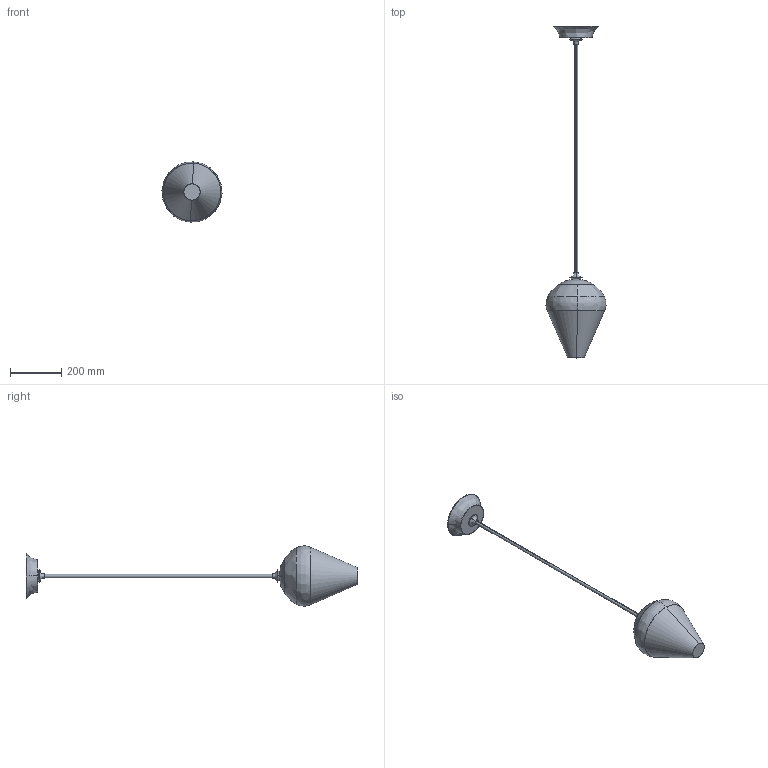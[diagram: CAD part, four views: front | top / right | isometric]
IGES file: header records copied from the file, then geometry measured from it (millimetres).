
Start section: SolidWorks IGES file using analytic representation for surfaces
Global section: file name: Roll and Hill Pendant 01 - Tulip Glass.IGS; native system: SolidWorks 2022; preprocessor: SolidWorks 2022; author: Alex Harrington; date: 240923.095835; units: millimetre
Bounding box: 233.46 x 1291.41 x 234.01 mm (x, y, z)
Surface area: 293998.6 mm2 (no closed solid volume)
Topology: 0 solids, 0 shells, 49 faces, 544 edges, 544 vertices
Faces by surface type: bspline 31, revolution 18
